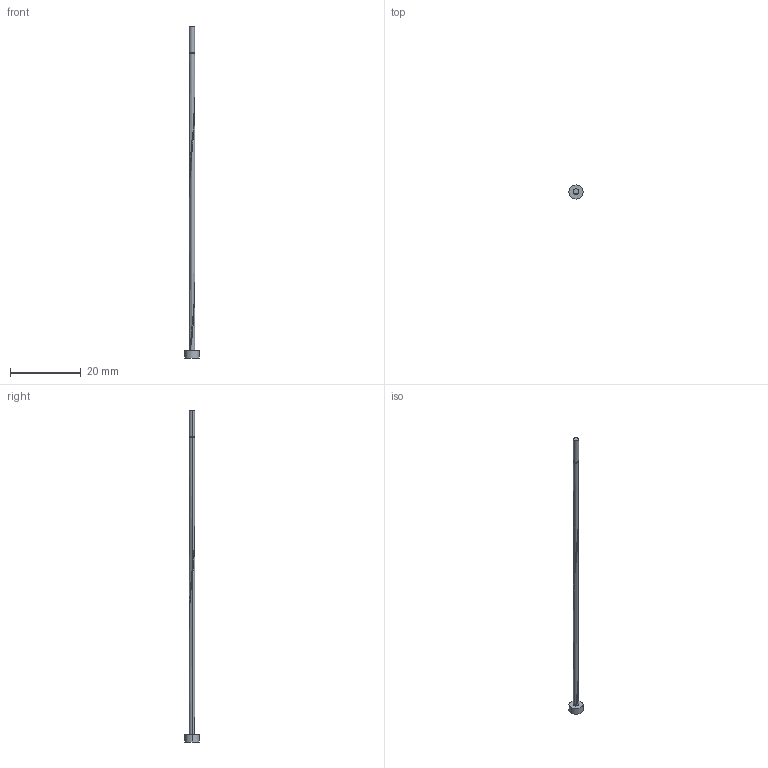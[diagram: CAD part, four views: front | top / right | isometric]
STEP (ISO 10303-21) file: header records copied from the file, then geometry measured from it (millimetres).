
FILE_DESCRIPTION (( 'STEP AP203' ), '1' );
FILE_NAME ('2168.STEP', '2025-03-19T23:38:01', ( '' ), ( '' ), 'SwSTEP 2.0', 'SolidWorks 2019', '' );
FILE_SCHEMA (( 'CONFIG_CONTROL_DESIGN' ));
Length unit declared in the file: millimetre
Products named in the file (1): 2168
Bounding box: 4 x 4 x 94 mm (x, y, z)
Volume: 184.6 mm3; surface area: 498.2 mm2
Topology: 1 solids, 1 shells, 17 faces, 43 edges, 29 vertices
Faces by surface type: cylinder 10, plane 5, bspline 2
Full cylindrical faces by diameter (mm): 1.5 x1
Entity records: 2135 total; most frequent: CARTESIAN_POINT 1659, ORIENTED_EDGE 90, DIRECTION 81, EDGE_CURVE 45, AXIS2_PLACEMENT_3D 35, VERTEX_POINT 31, EDGE_LOOP 20, CIRCLE 19
